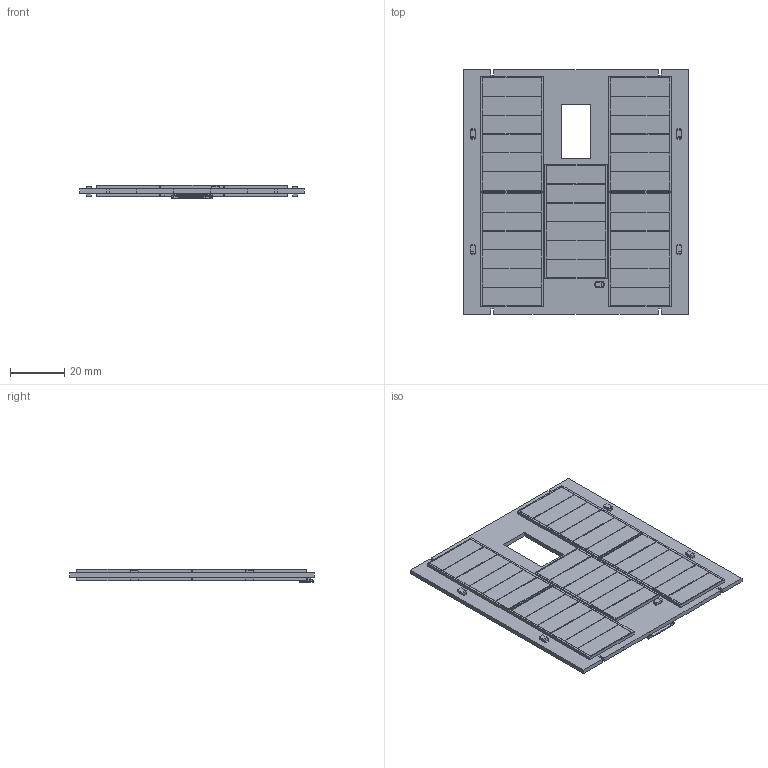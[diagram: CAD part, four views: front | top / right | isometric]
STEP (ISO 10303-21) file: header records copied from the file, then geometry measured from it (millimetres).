
FILE_DESCRIPTION(('KiCad electronic assembly'),'2;1');
FILE_NAME('Avionics-Deployables.step','2024-10-07T16:40:27',('Pcbnew'),( 'Kicad'),'Open CASCADE STEP processor 7.7','KiCad to STEP converter' ,'Unknown');
FILE_SCHEMA(('AUTOMOTIVE_DESIGN { 1 0 10303 214 1 1 1 1 }'));
Length unit declared in the file: millimetre
Products named in the file (8): Avionics-Deployables 1; D_PowerDI-123; D_PowerDI_123; SM141K06TF; SM141K06TF v1; 2005280100; 2005280100_1; _autosave-Avionics-Deployables_PCB
Assembly tree (25 placements, depth 3):
  Avionics-Deployables 1
    D_PowerDI-123  x10
      D_PowerDI_123
    SM141K06TF  x10
      SM141K06TF v1
    2005280100
      2005280100_1
    _autosave-Avionics-Deployables_PCB
Bounding box: 82.6 x 90 x 4.78 mm (x, y, z)
Volume: 22391 mm3; surface area: 36897.1 mm2
Topology: 22 solids, 22 shells, 1517 faces, 4076 edges, 2722 vertices
Faces by surface type: plane 1339, bspline 100, cylinder 78
Full cylindrical faces by diameter (mm): 3 x20
Entity records: 28986 total; most frequent: CARTESIAN_POINT 5330, ORIENTED_EDGE 5032, DIRECTION 4440, EDGE_CURVE 2516, LINE 2404, VECTOR 2404, VERTEX_POINT 1654, AXIS2_PLACEMENT_3D 1018
